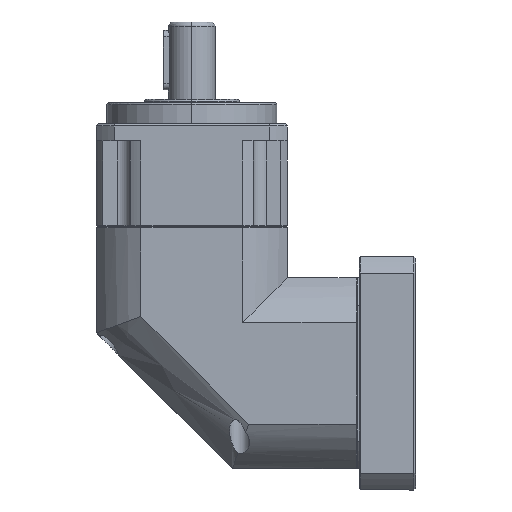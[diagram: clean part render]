
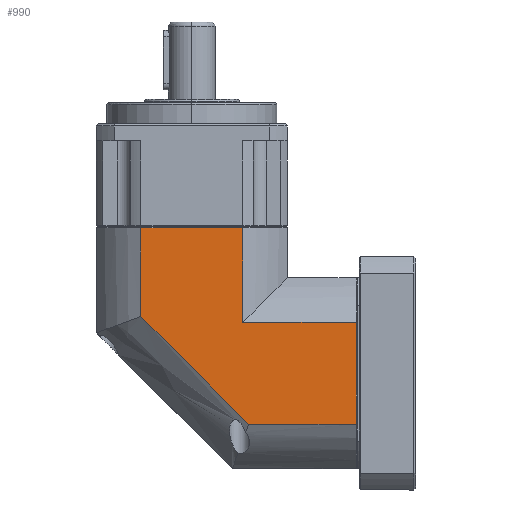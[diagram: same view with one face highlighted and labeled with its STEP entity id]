
A CAD part, left-side view. The second image highlights one B-rep face of the part: STEP entity #990.
In plain terms, the highlighted face is planar.
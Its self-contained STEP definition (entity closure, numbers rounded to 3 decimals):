
#395 = PLANE ( 'NONE',  #6956 ) ;
#575 = VECTOR ( 'NONE', #18404, 1000. ) ;
#761 = DIRECTION ( 'NONE',  ( 0., -1., 0. ) ) ;
#821 = DIRECTION ( 'NONE',  ( 0., 1., 0. ) ) ;
#990 = ADVANCED_FACE ( 'NONE', ( #18947 ), #395, .F. ) ;
#1574 = EDGE_CURVE ( 'NONE', #19445, #7824, #14700, .T. ) ;
#1829 = VERTEX_POINT ( 'NONE', #6188 ) ;
#2557 = LINE ( 'NONE', #13661, #10645 ) ;
#3047 = CARTESIAN_POINT ( 'NONE',  ( 0.5, -69., 0. ) ) ;
#3076 = VECTOR ( 'NONE', #9811, 1000. ) ;
#3280 = ORIENTED_EDGE ( 'NONE', *, *, #11137, .F. ) ;
#4069 = CARTESIAN_POINT ( 'NONE',  ( 0.5, -21., 0. ) ) ;
#4582 = CARTESIAN_POINT ( 'NONE',  ( 45.1, -69., 0. ) ) ;
#5388 = VERTEX_POINT ( 'NONE', #4582 ) ;
#5479 = CARTESIAN_POINT ( 'NONE',  ( 57.05, -60.5, 0. ) ) ;
#5680 = EDGE_CURVE ( 'NONE', #19445, #15504, #2557, .T. ) ;
#5860 = DIRECTION ( 'NONE',  ( 0., 0., 1. ) ) ;
#6062 = DIRECTION ( 'NONE',  ( 1., 0., 0. ) ) ;
#6188 = CARTESIAN_POINT ( 'NONE',  ( 45.1, -122.5, 0. ) ) ;
#6955 = CARTESIAN_POINT ( 'NONE',  ( 63.075, -122.5, 0. ) ) ;
#6956 = AXIS2_PLACEMENT_3D ( 'NONE', #5479, #5860, #6062 ) ;
#7771 = VECTOR ( 'NONE', #15313, 1000. ) ;
#7824 = VERTEX_POINT ( 'NONE', #12361 ) ;
#8259 = LINE ( 'NONE', #12379, #7771 ) ;
#8317 = VECTOR ( 'NONE', #8529, 1000. ) ;
#8410 = CARTESIAN_POINT ( 'NONE',  ( 0.5, -30.25, 0. ) ) ;
#8529 = DIRECTION ( 'NONE',  ( 1., 0., 0. ) ) ;
#8725 = LINE ( 'NONE', #16955, #575 ) ;
#8775 = EDGE_CURVE ( 'NONE', #15504, #10497, #13101, .T. ) ;
#9450 = ORIENTED_EDGE ( 'NONE', *, *, #14196, .F. ) ;
#9811 = DIRECTION ( 'NONE',  ( 0.707, -0.707, 0. ) ) ;
#9854 = CARTESIAN_POINT ( 'NONE',  ( 67.728, -46.372, 0. ) ) ;
#9982 = CARTESIAN_POINT ( 'NONE',  ( 93.1, -123., 0. ) ) ;
#10438 = VERTEX_POINT ( 'NONE', #10499 ) ;
#10497 = VERTEX_POINT ( 'NONE', #3047 ) ;
#10499 = CARTESIAN_POINT ( 'NONE',  ( 93.1, -122.5, 0. ) ) ;
#10645 = VECTOR ( 'NONE', #13198, 1000. ) ;
#11137 = EDGE_CURVE ( 'NONE', #1829, #10438, #12764, .T. ) ;
#11798 = VECTOR ( 'NONE', #821, 1000. ) ;
#12361 = CARTESIAN_POINT ( 'NONE',  ( 93.1, -71.743, 0. ) ) ;
#12379 = CARTESIAN_POINT ( 'NONE',  ( 0.5, -69., 0. ) ) ;
#12764 = LINE ( 'NONE', #6955, #8317 ) ;
#13101 = LINE ( 'NONE', #8410, #17056 ) ;
#13198 = DIRECTION ( 'NONE',  ( -1., 0., 0. ) ) ;
#13257 = ORIENTED_EDGE ( 'NONE', *, *, #5680, .F. ) ;
#13510 = ORIENTED_EDGE ( 'NONE', *, *, #1574, .T. ) ;
#13511 = EDGE_LOOP ( 'NONE', ( #16512, #15813, #17605, #13257, #13510, #9450, #3280 ) ) ;
#13661 = CARTESIAN_POINT ( 'NONE',  ( 0., -21., 0. ) ) ;
#14196 = EDGE_CURVE ( 'NONE', #10438, #7824, #16249, .T. ) ;
#14700 = LINE ( 'NONE', #9854, #3076 ) ;
#15313 = DIRECTION ( 'NONE',  ( 1., 0., 0. ) ) ;
#15504 = VERTEX_POINT ( 'NONE', #4069 ) ;
#15780 = EDGE_CURVE ( 'NONE', #10497, #5388, #8259, .T. ) ;
#15813 = ORIENTED_EDGE ( 'NONE', *, *, #15780, .F. ) ;
#16249 = LINE ( 'NONE', #9982, #11798 ) ;
#16512 = ORIENTED_EDGE ( 'NONE', *, *, #18711, .F. ) ;
#16955 = CARTESIAN_POINT ( 'NONE',  ( 45.1, -119., 0. ) ) ;
#17056 = VECTOR ( 'NONE', #761, 1000. ) ;
#17605 = ORIENTED_EDGE ( 'NONE', *, *, #8775, .F. ) ;
#18404 = DIRECTION ( 'NONE',  ( 0., -1., 0. ) ) ;
#18711 = EDGE_CURVE ( 'NONE', #5388, #1829, #8725, .T. ) ;
#18882 = CARTESIAN_POINT ( 'NONE',  ( 42.357, -21., 0. ) ) ;
#18947 = FACE_OUTER_BOUND ( 'NONE', #13511, .T. ) ;
#19445 = VERTEX_POINT ( 'NONE', #18882 ) ;
